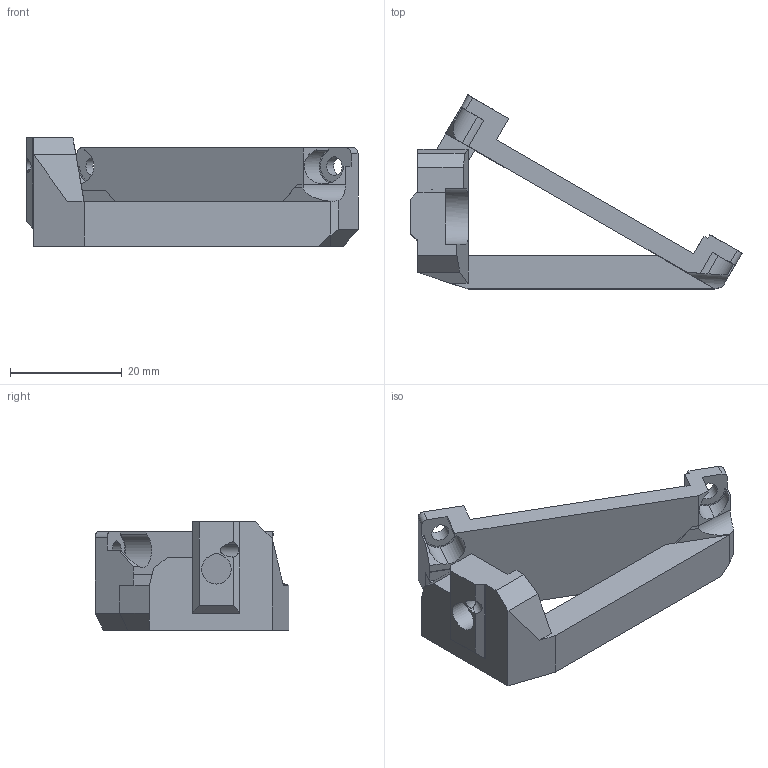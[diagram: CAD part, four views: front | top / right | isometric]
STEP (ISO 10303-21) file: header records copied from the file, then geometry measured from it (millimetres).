
FILE_DESCRIPTION(('FreeCAD Model'),'2;1');
FILE_NAME('LCD-mounter.step','2020-04-13T20:33:31',('Author'),(''), 'Open CASCADE STEP processor 7.3','FreeCAD','Unknown');
FILE_SCHEMA(('AUTOMOTIVE_DESIGN { 1 0 10303 214 1 1 1 1 }'));
Length unit declared in the file: millimetre
Products named in the file (1): Cut010
Bounding box: 59.48 x 34.75 x 19.4 mm (x, y, z)
Volume: 9026.9 mm3; surface area: 5509.6 mm2
Topology: 1 solids, 2 shells, 110 faces, 323 edges, 214 vertices
Faces by surface type: plane 93, cylinder 17
Entity records: 8949 total; most frequent: CARTESIAN_POINT 1935, DIRECTION 1086, LINE 745, VECTOR 745, ORIENTED_EDGE 646, PCURVE 646, DEFINITIONAL_REPRESENTATION 646, EDGE_CURVE 323
